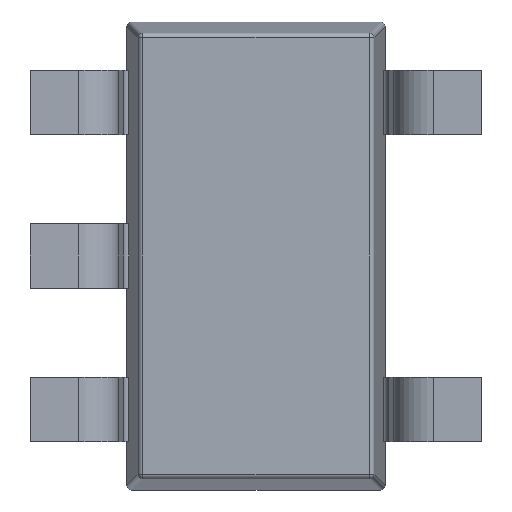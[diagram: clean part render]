
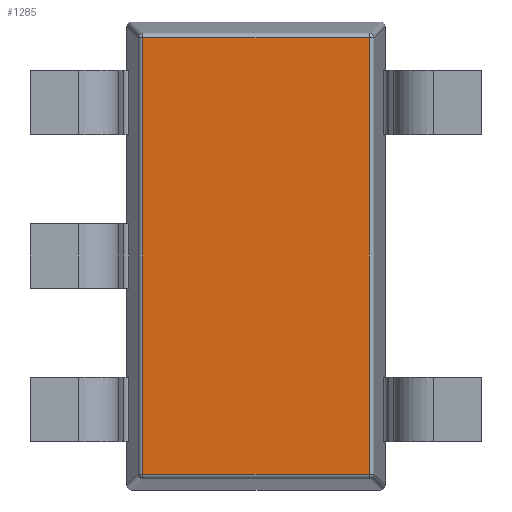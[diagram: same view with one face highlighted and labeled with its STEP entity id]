
A CAD part, front view. The second image highlights one B-rep face of the part: STEP entity #1285.
In plain terms, the highlighted planar face has unit normal (0, -1, 0).
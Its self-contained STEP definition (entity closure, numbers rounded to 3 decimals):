
#76 = CARTESIAN_POINT ( 'NONE',  ( 0.099, 0., 0.071 ) ) ;
#117 = VECTOR ( 'NONE', #3543, 1000. ) ;
#203 = ORIENTED_EDGE ( 'NONE', *, *, #2501, .T. ) ;
#537 = PLANE ( 'NONE',  #4020 ) ;
#960 = ORIENTED_EDGE ( 'NONE', *, *, #1273, .T. ) ;
#1273 = EDGE_CURVE ( 'NONE', #3447, #1593, #4898, .T. ) ;
#1285 = ADVANCED_FACE ( 'NONE', ( #5233 ), #537, .F. ) ;
#1480 = CARTESIAN_POINT ( 'NONE',  ( 0., 0., 2.9 ) ) ;
#1500 = VECTOR ( 'NONE', #4275, 1000. ) ;
#1559 = ORIENTED_EDGE ( 'NONE', *, *, #5070, .T. ) ;
#1593 = VERTEX_POINT ( 'NONE', #2013 ) ;
#1709 = VECTOR ( 'NONE', #2286, 1000. ) ;
#2013 = CARTESIAN_POINT ( 'NONE',  ( 1.501, 0., 0.099 ) ) ;
#2047 = CARTESIAN_POINT ( 'NONE',  ( 1.501, 0., 2.829 ) ) ;
#2247 = LINE ( 'NONE', #3579, #2984 ) ;
#2286 = DIRECTION ( 'NONE',  ( 1., 0., 0. ) ) ;
#2371 = VERTEX_POINT ( 'NONE', #5260 ) ;
#2380 = EDGE_LOOP ( 'NONE', ( #960, #5358, #203, #1559 ) ) ;
#2425 = LINE ( 'NONE', #76, #117 ) ;
#2501 = EDGE_CURVE ( 'NONE', #4667, #2371, #2247, .T. ) ;
#2650 = LINE ( 'NONE', #2047, #1500 ) ;
#2804 = DIRECTION ( 'NONE',  ( 0., 0., 1. ) ) ;
#2807 = CARTESIAN_POINT ( 'NONE',  ( 1.501, 0., 2.801 ) ) ;
#2984 = VECTOR ( 'NONE', #5313, 1000. ) ;
#3447 = VERTEX_POINT ( 'NONE', #3552 ) ;
#3543 = DIRECTION ( 'NONE',  ( 0., 0., -1. ) ) ;
#3552 = CARTESIAN_POINT ( 'NONE',  ( 0.099, 0., 0.099 ) ) ;
#3579 = CARTESIAN_POINT ( 'NONE',  ( 0.071, 0., 2.801 ) ) ;
#4020 = AXIS2_PLACEMENT_3D ( 'NONE', #1480, #4144, #2804 ) ;
#4144 = DIRECTION ( 'NONE',  ( 0., 1., 0. ) ) ;
#4275 = DIRECTION ( 'NONE',  ( 0., 0., 1. ) ) ;
#4319 = EDGE_CURVE ( 'NONE', #1593, #4667, #2650, .T. ) ;
#4489 = CARTESIAN_POINT ( 'NONE',  ( 1.529, 0., 0.099 ) ) ;
#4667 = VERTEX_POINT ( 'NONE', #2807 ) ;
#4898 = LINE ( 'NONE', #4489, #1709 ) ;
#5070 = EDGE_CURVE ( 'NONE', #2371, #3447, #2425, .T. ) ;
#5233 = FACE_OUTER_BOUND ( 'NONE', #2380, .T. ) ;
#5260 = CARTESIAN_POINT ( 'NONE',  ( 0.099, 0., 2.801 ) ) ;
#5313 = DIRECTION ( 'NONE',  ( -1., 0., 0. ) ) ;
#5358 = ORIENTED_EDGE ( 'NONE', *, *, #4319, .T. ) ;
